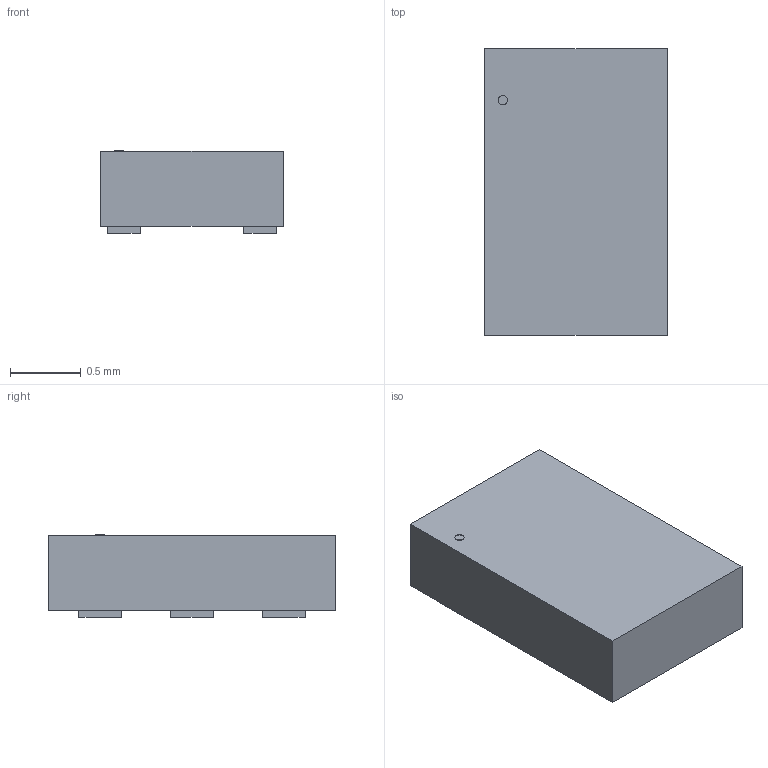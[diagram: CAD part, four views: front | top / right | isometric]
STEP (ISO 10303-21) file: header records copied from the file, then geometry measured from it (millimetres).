
FILE_DESCRIPTION(('STEP AP214'),'1');
FILE_NAME('PD0922J5050S2HF_ANA','2023-09-11T06:06:19',(''),(''),'','','');
FILE_SCHEMA(('AUTOMOTIVE_DESIGN'));
Length unit declared in the file: millimetre
Products named in the file (1): product
Bounding box: 1.3 x 2.03 x 0.59 mm (x, y, z)
Volume: 1.4 mm3; surface area: 10 mm2
Topology: 8 solids, 8 shells, 45 faces, 87 edges, 58 vertices
Faces by surface type: plane 44, cylinder 1
Full cylindrical faces by diameter (mm): 0.065 x1
Entity records: 1237 total; most frequent: DIRECTION 182, ORIENTED_EDGE 172, CARTESIAN_POINT 107, EDGE_CURVE 86, LINE 84, VECTOR 84, VERTEX_POINT 58, AXIS2_PLACEMENT_3D 49
